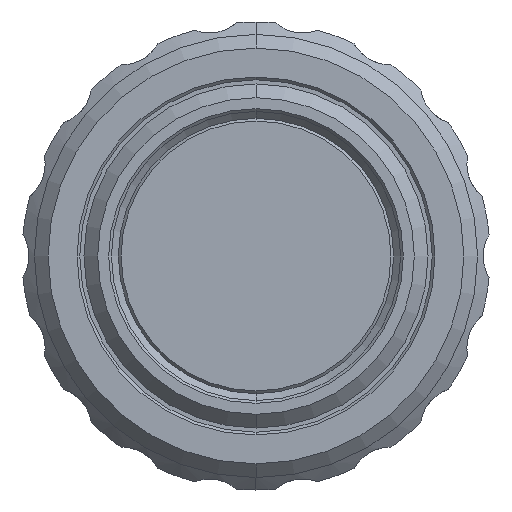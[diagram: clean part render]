
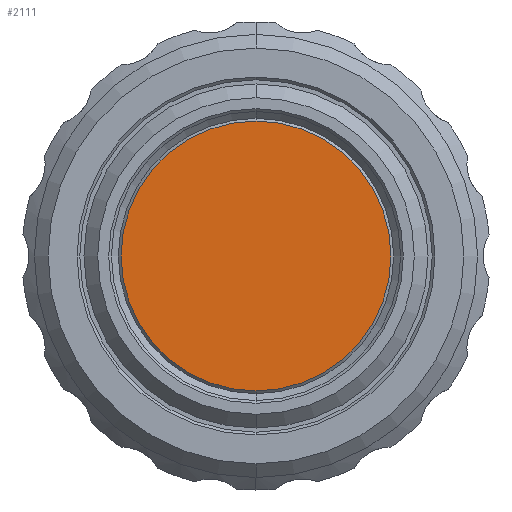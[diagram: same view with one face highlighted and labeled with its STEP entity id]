
A CAD part, front view. The second image highlights one B-rep face of the part: STEP entity #2111.
In plain terms, the highlighted planar face has unit normal (0, -1, 0).
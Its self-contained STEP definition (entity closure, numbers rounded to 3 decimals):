
#676 = AXIS2_PLACEMENT_3D ( 'NONE', #1505, #2706, #1837 ) ;
#732 = CIRCLE ( 'NONE', #2271, 9.8 ) ;
#943 = CARTESIAN_POINT ( 'NONE',  ( 0., -65.1, -9.8 ) ) ;
#1024 = CARTESIAN_POINT ( 'NONE',  ( 0., -65.1, 0. ) ) ;
#1042 = AXIS2_PLACEMENT_3D ( 'NONE', #1024, #3744, #2192 ) ;
#1505 = CARTESIAN_POINT ( 'NONE',  ( 0., -65.1, 0. ) ) ;
#1660 = EDGE_LOOP ( 'NONE', ( #3003, #3610 ) ) ;
#1837 = DIRECTION ( 'NONE',  ( 0., 0., -1. ) ) ;
#2111 = ADVANCED_FACE ( 'NONE', ( #2675 ), #2426, .T. ) ;
#2192 = DIRECTION ( 'NONE',  ( 0., 0., 1. ) ) ;
#2271 = AXIS2_PLACEMENT_3D ( 'NONE', #2652, #3259, #3529 ) ;
#2426 = PLANE ( 'NONE',  #676 ) ;
#2652 = CARTESIAN_POINT ( 'NONE',  ( 0., -65.1, 0. ) ) ;
#2675 = FACE_OUTER_BOUND ( 'NONE', #1660, .T. ) ;
#2706 = DIRECTION ( 'NONE',  ( 0., -1., 0. ) ) ;
#2896 = CIRCLE ( 'NONE', #1042, 9.8 ) ;
#3003 = ORIENTED_EDGE ( 'NONE', *, *, #3639, .F. ) ;
#3259 = DIRECTION ( 'NONE',  ( 0., 1., 0. ) ) ;
#3343 = CARTESIAN_POINT ( 'NONE',  ( 0., -65.1, 9.8 ) ) ;
#3358 = VERTEX_POINT ( 'NONE', #943 ) ;
#3455 = VERTEX_POINT ( 'NONE', #3343 ) ;
#3463 = EDGE_CURVE ( 'NONE', #3455, #3358, #2896, .T. ) ;
#3529 = DIRECTION ( 'NONE',  ( 0., 0., 1. ) ) ;
#3610 = ORIENTED_EDGE ( 'NONE', *, *, #3463, .F. ) ;
#3639 = EDGE_CURVE ( 'NONE', #3358, #3455, #732, .T. ) ;
#3744 = DIRECTION ( 'NONE',  ( 0., 1., 0. ) ) ;
